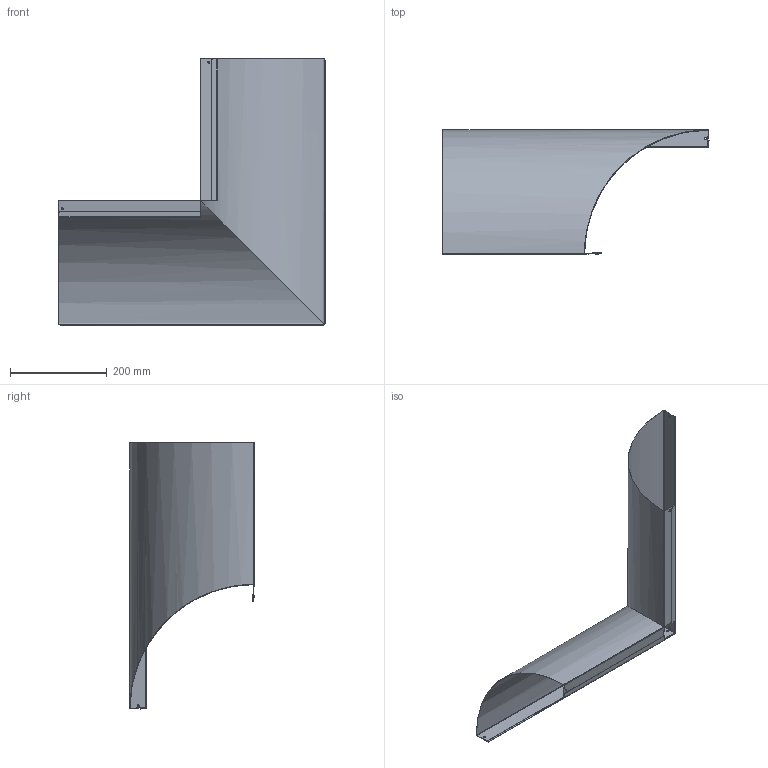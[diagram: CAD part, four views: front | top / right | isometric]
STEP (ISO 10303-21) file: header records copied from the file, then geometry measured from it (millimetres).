
FILE_DESCRIPTION(/* description */ ('Del 1 (H)'),/* implementation_level */ '2;1');
FILE_NAME(/* name */ 'IHC-100.stp',/* time_stamp */ '2015-06-25T10:54:50+02:00',/* author */ ('TW'),/* organization */ (''),/* preprocessor_version */ 'ST-DEVELOPER v15.6',/* originating_system */ 'Autodesk Inventor 2015',/* authorisation */ '');
FILE_SCHEMA (('AUTOMOTIVE_DESIGN { 1 0 10303 214 3 1 1 }'));
Length unit declared in the file: millimetre
Products named in the file (3): IHC-01; IHC-01_MIR; IHC-100
Assembly tree (2 placements, depth 2):
  IHC-100
    IHC-01
    IHC-01_MIR
Bounding box: 550.18 x 257.87 x 550.18 mm (x, y, z)
Volume: 197179.5 mm3; surface area: 790781.8 mm2
Topology: 2 solids, 2 shells, 100 faces, 222 edges, 126 vertices
Faces by surface type: plane 68, cylinder 32
Full cylindrical faces by diameter (mm): 4 x6
Entity records: 2824 total; most frequent: DIRECTION 512, CARTESIAN_POINT 453, ORIENTED_EDGE 432, EDGE_CURVE 216, AXIS2_PLACEMENT_3D 193, LINE 126, VECTOR 126, VERTEX_POINT 126
